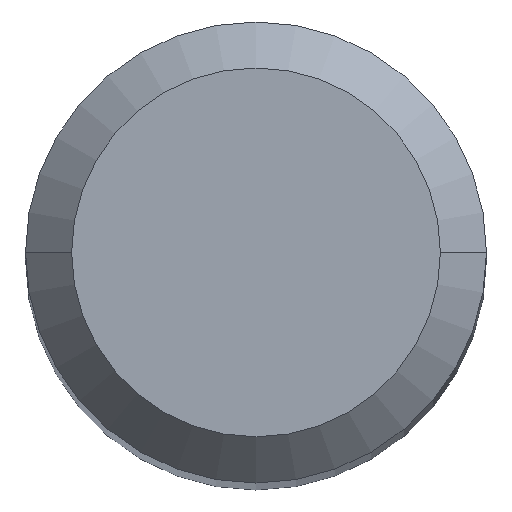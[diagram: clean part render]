
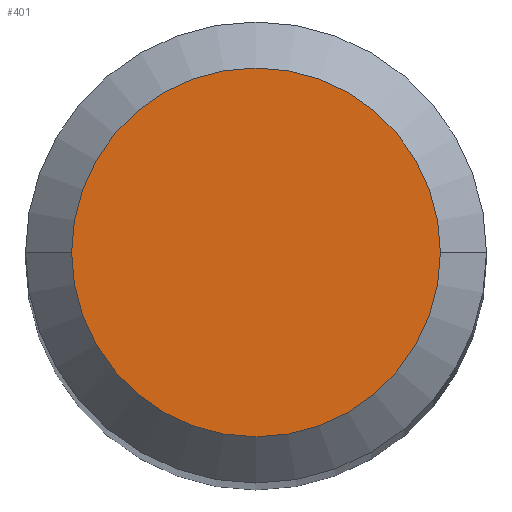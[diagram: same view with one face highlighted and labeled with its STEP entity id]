
A CAD part, top view. The second image highlights one B-rep face of the part: STEP entity #401.
In plain terms, the highlighted planar face has unit normal (0, 0, 1).
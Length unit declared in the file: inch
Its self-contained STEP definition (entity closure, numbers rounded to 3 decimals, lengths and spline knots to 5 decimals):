
#21 = CARTESIAN_POINT ( 'NONE',  ( 0., 0., 0. ) ) ;
#90 = CARTESIAN_POINT ( 'NONE',  ( 0.04724, 0., 0. ) ) ;
#95 = AXIS2_PLACEMENT_3D ( 'NONE', #21, #298, #437 ) ;
#119 = PLANE ( 'NONE',  #160 ) ;
#142 = EDGE_CURVE ( 'NONE', #212, #226, #199, .T. ) ;
#160 = AXIS2_PLACEMENT_3D ( 'NONE', #480, #304, #479 ) ;
#183 = ORIENTED_EDGE ( 'NONE', *, *, #346, .T. ) ;
#199 = CIRCLE ( 'NONE', #482, 0.04724 ) ;
#212 = VERTEX_POINT ( 'NONE', #467 ) ;
#226 = VERTEX_POINT ( 'NONE', #90 ) ;
#298 = DIRECTION ( 'NONE',  ( 0., 0., 1. ) ) ;
#304 = DIRECTION ( 'NONE',  ( 0., 0., -1. ) ) ;
#323 = DIRECTION ( 'NONE',  ( 1., 0., 0. ) ) ;
#328 = DIRECTION ( 'NONE',  ( 0., 0., 1. ) ) ;
#337 = FACE_OUTER_BOUND ( 'NONE', #465, .T. ) ;
#346 = EDGE_CURVE ( 'NONE', #226, #212, #392, .T. ) ;
#378 = ORIENTED_EDGE ( 'NONE', *, *, #142, .T. ) ;
#392 = CIRCLE ( 'NONE', #95, 0.04724 ) ;
#401 = ADVANCED_FACE ( 'NONE', ( #337 ), #119, .F. ) ;
#430 = CARTESIAN_POINT ( 'NONE',  ( 0., 0., 0. ) ) ;
#437 = DIRECTION ( 'NONE',  ( 1., 0., 0. ) ) ;
#465 = EDGE_LOOP ( 'NONE', ( #378, #183 ) ) ;
#467 = CARTESIAN_POINT ( 'NONE',  ( -0.04724, 0., 0. ) ) ;
#479 = DIRECTION ( 'NONE',  ( -1., 0., 0. ) ) ;
#480 = CARTESIAN_POINT ( 'NONE',  ( 0., 0., 0. ) ) ;
#482 = AXIS2_PLACEMENT_3D ( 'NONE', #430, #328, #323 ) ;
